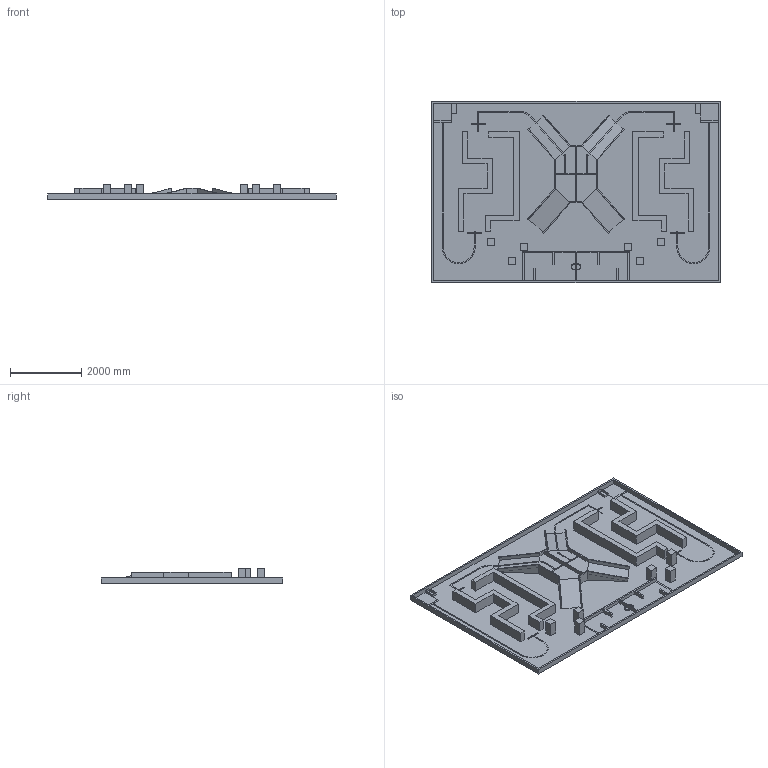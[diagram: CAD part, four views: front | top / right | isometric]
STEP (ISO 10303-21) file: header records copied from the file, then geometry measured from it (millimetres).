
FILE_DESCRIPTION (( 'STEP AP203' ), '1' );
FILE_NAME ('µ¥ÏîÈü³¡µØÍ¼.STEP', '2018-11-07T13:15:17', ( '' ), ( '' ), 'SwSTEP 2.0', 'SolidWorks 2016', '' );
FILE_SCHEMA (( 'CONFIG_CONTROL_DESIGN' ));
Length unit declared in the file: millimetre
Products named in the file (1): 单项赛场地图
Bounding box: 8100.24 x 5100 x 410 mm (x, y, z)
Volume: 2105116276.9 mm3; surface area: 108104927.3 mm2
Topology: 1 solids, 1 shells, 321 faces, 893 edges, 588 vertices
Faces by surface type: plane 303, cylinder 17, bspline 1
Entity records: 10172 total; most frequent: CARTESIAN_POINT 1840, ORIENTED_EDGE 1786, DIRECTION 1567, EDGE_CURVE 893, VECTOR 857, LINE 857, VERTEX_POINT 588, AXIS2_PLACEMENT_3D 355
